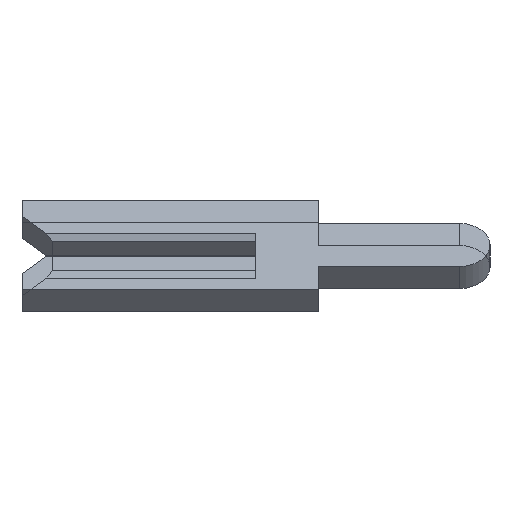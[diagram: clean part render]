
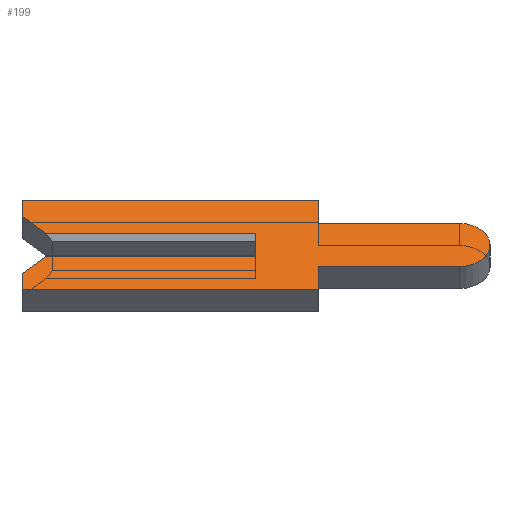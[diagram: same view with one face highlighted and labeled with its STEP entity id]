
A CAD part, left-side view. The second image highlights one B-rep face of the part: STEP entity #199.
In plain terms, the highlighted face is planar.
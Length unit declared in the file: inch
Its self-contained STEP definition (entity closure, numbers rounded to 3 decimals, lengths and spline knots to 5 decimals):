
#38 = VERTEX_POINT ( 'NONE', #1541 ) ;
#53 = CARTESIAN_POINT ( 'NONE',  ( -0.01, -0.04, -0.04 ) ) ;
#151 = VECTOR ( 'NONE', #1320, 39.37008 ) ;
#194 = CARTESIAN_POINT ( 'NONE',  ( -0.01, 0.15, 0.026 ) ) ;
#199 = ADVANCED_FACE ( 'NONE', ( #1613 ), #2084, .F. ) ;
#255 = ORIENTED_EDGE ( 'NONE', *, *, #371, .F. ) ;
#260 = CARTESIAN_POINT ( 'NONE',  ( -0.01, 0.1305, 0.0065 ) ) ;
#266 = VECTOR ( 'NONE', #3409, 39.37008 ) ;
#289 = EDGE_CURVE ( 'NONE', #3076, #1717, #4248, .T. ) ;
#295 = CARTESIAN_POINT ( 'NONE',  ( -0.01, 0., 0.01 ) ) ;
#307 = EDGE_CURVE ( 'NONE', #2147, #966, #3727, .T. ) ;
#365 = CARTESIAN_POINT ( 'NONE',  ( -0.01, 0.15, 0.04 ) ) ;
#371 = EDGE_CURVE ( 'NONE', #3260, #2334, #1608, .T. ) ;
#427 = CARTESIAN_POINT ( 'NONE',  ( -0.01, 0., 0.0065 ) ) ;
#448 = VECTOR ( 'NONE', #1893, 39.37008 ) ;
#471 = ORIENTED_EDGE ( 'NONE', *, *, #2146, .F. ) ;
#519 = VECTOR ( 'NONE', #4349, 39.37008 ) ;
#564 = LINE ( 'NONE', #3194, #3281 ) ;
#602 = VECTOR ( 'NONE', #4309, 39.37008 ) ;
#668 = ORIENTED_EDGE ( 'NONE', *, *, #3057, .F. ) ;
#691 = ORIENTED_EDGE ( 'NONE', *, *, #3237, .F. ) ;
#714 = DIRECTION ( 'NONE',  ( 0., 1., 0. ) ) ;
#724 = CARTESIAN_POINT ( 'NONE',  ( -0.01, -0.04, 0.0195 ) ) ;
#788 = CARTESIAN_POINT ( 'NONE',  ( -0.01, 0.134, -0.01 ) ) ;
#845 = DIRECTION ( 'NONE',  ( 0., 0., 1. ) ) ;
#919 = LINE ( 'NONE', #3056, #266 ) ;
#966 = VERTEX_POINT ( 'NONE', #1802 ) ;
#992 = DIRECTION ( 'NONE',  ( 0., 0., -1. ) ) ;
#1047 = LINE ( 'NONE', #194, #3588 ) ;
#1072 = DIRECTION ( 'NONE',  ( 0., -1., 0. ) ) ;
#1085 = ORIENTED_EDGE ( 'NONE', *, *, #1330, .F. ) ;
#1139 = CARTESIAN_POINT ( 'NONE',  ( -0.01, -0.04, 0.0195 ) ) ;
#1153 = DIRECTION ( 'NONE',  ( 0., -1., 0. ) ) ;
#1198 = CARTESIAN_POINT ( 'NONE',  ( -0.01, -0.1305, -0.0195 ) ) ;
#1239 = CARTESIAN_POINT ( 'NONE',  ( -0.01, 0., -0.01 ) ) ;
#1259 = VERTEX_POINT ( 'NONE', #3606 ) ;
#1267 = ORIENTED_EDGE ( 'NONE', *, *, #1534, .F. ) ;
#1320 = DIRECTION ( 'NONE',  ( 0., 0.707, 0.707 ) ) ;
#1330 = EDGE_CURVE ( 'NONE', #1259, #3260, #2235, .T. ) ;
#1352 = LINE ( 'NONE', #3272, #3463 ) ;
#1401 = CARTESIAN_POINT ( 'NONE',  ( -0.01, -0.1305, 0. ) ) ;
#1416 = EDGE_CURVE ( 'NONE', #1717, #2147, #564, .T. ) ;
#1534 = EDGE_CURVE ( 'NONE', #2551, #3374, #2332, .T. ) ;
#1541 = CARTESIAN_POINT ( 'NONE',  ( -0.01, 0.134, 0.01 ) ) ;
#1559 = ORIENTED_EDGE ( 'NONE', *, *, #289, .F. ) ;
#1608 = LINE ( 'NONE', #2158, #602 ) ;
#1613 = FACE_OUTER_BOUND ( 'NONE', #2243, .T. ) ;
#1654 = CARTESIAN_POINT ( 'NONE',  ( -0.01, 0.15, 0.01 ) ) ;
#1697 = LINE ( 'NONE', #260, #151 ) ;
#1717 = VERTEX_POINT ( 'NONE', #1198 ) ;
#1752 = ORIENTED_EDGE ( 'NONE', *, *, #3317, .F. ) ;
#1786 = DIRECTION ( 'NONE',  ( 0., 0., -1. ) ) ;
#1802 = CARTESIAN_POINT ( 'NONE',  ( -0.01, -0.04, -0.04 ) ) ;
#1816 = VECTOR ( 'NONE', #2483, 39.37008 ) ;
#1893 = DIRECTION ( 'NONE',  ( 0., -0.707, 0.707 ) ) ;
#1913 = ORIENTED_EDGE ( 'NONE', *, *, #4418, .F. ) ;
#1945 = CARTESIAN_POINT ( 'NONE',  ( -0.01, -0.1305, 0.0195 ) ) ;
#2010 = CARTESIAN_POINT ( 'NONE',  ( -0.01, 0.15, -0.04 ) ) ;
#2084 = PLANE ( 'NONE',  #2284 ) ;
#2128 = CARTESIAN_POINT ( 'NONE',  ( -0.01, -0.1305, 0. ) ) ;
#2146 = EDGE_CURVE ( 'NONE', #3905, #4241, #2290, .T. ) ;
#2147 = VERTEX_POINT ( 'NONE', #3651 ) ;
#2155 = LINE ( 'NONE', #724, #1816 ) ;
#2158 = CARTESIAN_POINT ( 'NONE',  ( -0.01, -0.04, 0.04 ) ) ;
#2178 = AXIS2_PLACEMENT_3D ( 'NONE', #1401, #3138, #2800 ) ;
#2221 = EDGE_CURVE ( 'NONE', #2245, #2551, #1352, .T. ) ;
#2235 = LINE ( 'NONE', #365, #4228 ) ;
#2243 = EDGE_LOOP ( 'NONE', ( #2771, #1267, #4433, #3907, #471, #691, #2960, #2308, #1559, #1913, #255, #1085, #668, #1752 ) ) ;
#2245 = VERTEX_POINT ( 'NONE', #788 ) ;
#2283 = DIRECTION ( 'NONE',  ( 0., 0., 1. ) ) ;
#2284 = AXIS2_PLACEMENT_3D ( 'NONE', #2128, #2423, #992 ) ;
#2290 = LINE ( 'NONE', #2552, #519 ) ;
#2308 = ORIENTED_EDGE ( 'NONE', *, *, #1416, .F. ) ;
#2332 = LINE ( 'NONE', #427, #3186 ) ;
#2334 = VERTEX_POINT ( 'NONE', #1139 ) ;
#2423 = DIRECTION ( 'NONE',  ( 1., 0., 0. ) ) ;
#2483 = DIRECTION ( 'NONE',  ( 0., -1., 0. ) ) ;
#2521 = EDGE_CURVE ( 'NONE', #4241, #2245, #4063, .T. ) ;
#2551 = VERTEX_POINT ( 'NONE', #1239 ) ;
#2552 = CARTESIAN_POINT ( 'NONE',  ( -0.01, 0.15, -0.026 ) ) ;
#2697 = CARTESIAN_POINT ( 'NONE',  ( -0.01, 0.15, 0.026 ) ) ;
#2771 = ORIENTED_EDGE ( 'NONE', *, *, #4009, .T. ) ;
#2800 = DIRECTION ( 'NONE',  ( 0., 0., -1. ) ) ;
#2848 = CARTESIAN_POINT ( 'NONE',  ( -0.01, 0.15, -0.026 ) ) ;
#2960 = ORIENTED_EDGE ( 'NONE', *, *, #307, .F. ) ;
#3056 = CARTESIAN_POINT ( 'NONE',  ( -0.01, 0.15, -0.04 ) ) ;
#3057 = EDGE_CURVE ( 'NONE', #3343, #1259, #1047, .T. ) ;
#3076 = VERTEX_POINT ( 'NONE', #1945 ) ;
#3086 = VECTOR ( 'NONE', #4136, 39.37008 ) ;
#3138 = DIRECTION ( 'NONE',  ( 1., 0., 0. ) ) ;
#3186 = VECTOR ( 'NONE', #845, 39.37008 ) ;
#3194 = CARTESIAN_POINT ( 'NONE',  ( -0.01, -0.04, -0.0195 ) ) ;
#3237 = EDGE_CURVE ( 'NONE', #966, #3905, #919, .T. ) ;
#3260 = VERTEX_POINT ( 'NONE', #4120 ) ;
#3272 = CARTESIAN_POINT ( 'NONE',  ( -0.01, -0.1305, -0.01 ) ) ;
#3281 = VECTOR ( 'NONE', #714, 39.37008 ) ;
#3317 = EDGE_CURVE ( 'NONE', #38, #3343, #1697, .T. ) ;
#3343 = VERTEX_POINT ( 'NONE', #2697 ) ;
#3374 = VERTEX_POINT ( 'NONE', #295 ) ;
#3409 = DIRECTION ( 'NONE',  ( 0., 1., 0. ) ) ;
#3463 = VECTOR ( 'NONE', #1153, 39.37008 ) ;
#3588 = VECTOR ( 'NONE', #2283, 39.37008 ) ;
#3606 = CARTESIAN_POINT ( 'NONE',  ( -0.01, 0.15, 0.04 ) ) ;
#3651 = CARTESIAN_POINT ( 'NONE',  ( -0.01, -0.04, -0.0195 ) ) ;
#3727 = LINE ( 'NONE', #53, #4339 ) ;
#3905 = VERTEX_POINT ( 'NONE', #2010 ) ;
#3907 = ORIENTED_EDGE ( 'NONE', *, *, #2521, .F. ) ;
#3972 = CARTESIAN_POINT ( 'NONE',  ( -0.01, 0.1305, -0.0065 ) ) ;
#4009 = EDGE_CURVE ( 'NONE', #38, #3374, #4131, .T. ) ;
#4063 = LINE ( 'NONE', #3972, #448 ) ;
#4120 = CARTESIAN_POINT ( 'NONE',  ( -0.01, -0.04, 0.04 ) ) ;
#4131 = LINE ( 'NONE', #1654, #3086 ) ;
#4136 = DIRECTION ( 'NONE',  ( 0., -1., 0. ) ) ;
#4228 = VECTOR ( 'NONE', #1072, 39.37008 ) ;
#4241 = VERTEX_POINT ( 'NONE', #2848 ) ;
#4248 = CIRCLE ( 'NONE', #2178, 0.0195 ) ;
#4309 = DIRECTION ( 'NONE',  ( 0., 0., -1. ) ) ;
#4339 = VECTOR ( 'NONE', #1786, 39.37008 ) ;
#4349 = DIRECTION ( 'NONE',  ( 0., 0., 1. ) ) ;
#4418 = EDGE_CURVE ( 'NONE', #2334, #3076, #2155, .T. ) ;
#4433 = ORIENTED_EDGE ( 'NONE', *, *, #2221, .F. ) ;
